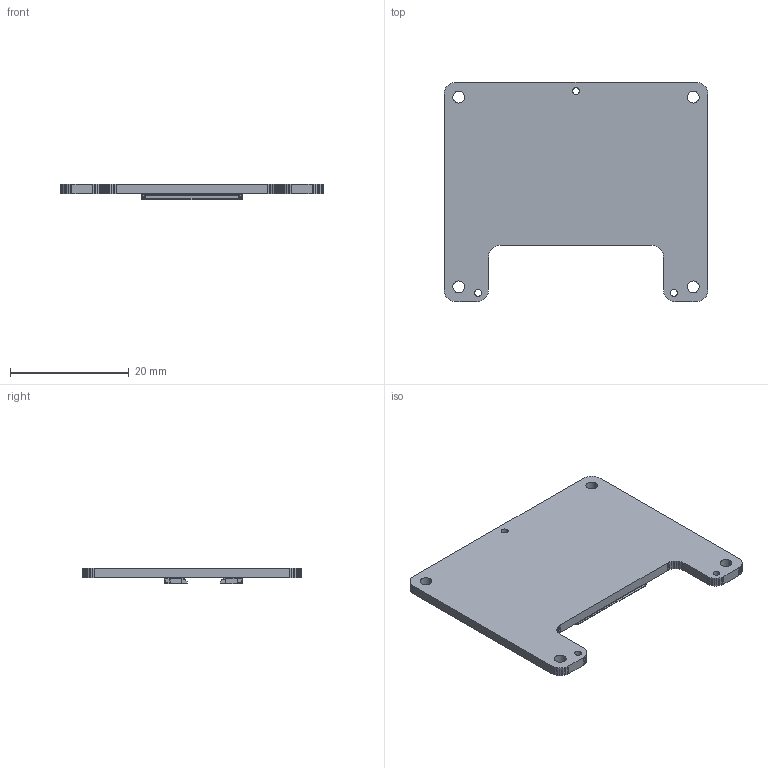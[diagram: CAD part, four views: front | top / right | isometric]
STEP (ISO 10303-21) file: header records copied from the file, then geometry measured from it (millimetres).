
FILE_DESCRIPTION(('KiCad electronic assembly'),'2;1');
FILE_NAME('Crenshaw.step','2023-07-26T15:23:07',('Pcbnew'),('Kicad'), 'Open CASCADE STEP processor 7.6','KiCad to STEP converter','Unknown' );
FILE_SCHEMA(('AUTOMOTIVE_DESIGN { 1 0 10303 214 1 1 1 1 }'));
Length unit declared in the file: millimetre
Products named in the file (4): Crenshaw 1; FH34SRJ-30S-0.5SH; SOLID; Crenshaw PCB
Assembly tree (4 placements, depth 3):
  Crenshaw 1
    FH34SRJ-30S-0.5SH  x2
      SOLID
    Crenshaw PCB
Bounding box: 44.5 x 37 x 2.65 mm (x, y, z)
Volume: 2244.9 mm3; surface area: 3456.4 mm2
Topology: 3 solids, 3 shells, 1259 faces, 3607 edges, 2358 vertices
Faces by surface type: plane 1110, cylinder 149
Full cylindrical faces by diameter (mm): 1.152 x3, 2 x4
Entity records: 47626 total; most frequent: CARTESIAN_POINT 8095, DIRECTION 7368, LINE 5560, VECTOR 5560, ORIENTED_EDGE 3916, PCURVE 3916, DEFINITIONAL_REPRESENTATION 3916, EDGE_CURVE 1958
